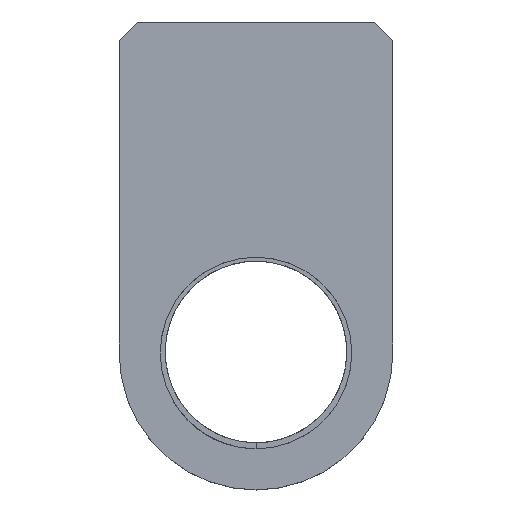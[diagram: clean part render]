
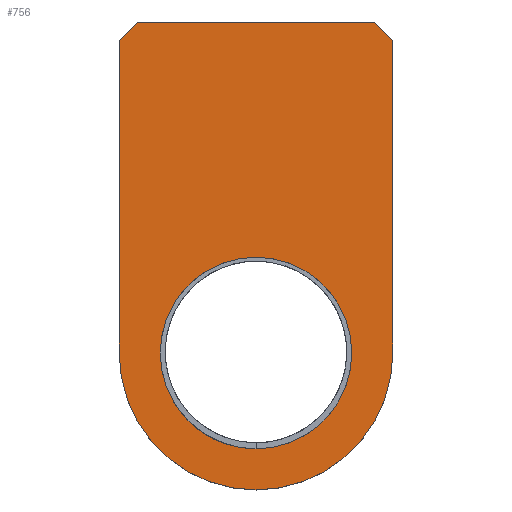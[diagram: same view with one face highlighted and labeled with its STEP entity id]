
A CAD part, top view. The second image highlights one B-rep face of the part: STEP entity #756.
In plain terms, the highlighted planar face has unit normal (0, 0, 1).
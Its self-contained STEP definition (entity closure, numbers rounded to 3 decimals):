
#23=FACE_BOUND('',#112,.T.);
#35=PLANE('',#824);
#66=FACE_OUTER_BOUND('',#111,.T.);
#111=EDGE_LOOP('',(#603,#604,#605,#606,#607,#608));
#112=EDGE_LOOP('',(#609,#610));
#128=CIRCLE('',#792,10.5);
#134=CIRCLE('',#822,15.);
#135=CIRCLE('',#825,10.5);
#206=LINE('',#1741,#270);
#215=LINE('',#1758,#279);
#217=LINE('',#1766,#281);
#224=LINE('',#1785,#288);
#225=LINE('',#1787,#289);
#270=VECTOR('',#914,10.);
#279=VECTOR('',#927,10.);
#281=VECTOR('',#935,10.);
#288=VECTOR('',#954,10.);
#289=VECTOR('',#957,10.);
#304=VERTEX_POINT('',#998);
#306=VERTEX_POINT('',#1230);
#353=VERTEX_POINT('',#1739);
#354=VERTEX_POINT('',#1740);
#360=VERTEX_POINT('',#1757);
#363=VERTEX_POINT('',#1765);
#368=VERTEX_POINT('',#1779);
#369=VERTEX_POINT('',#1780);
#378=EDGE_CURVE('',#306,#304,#128,.T.);
#438=EDGE_CURVE('',#353,#354,#206,.T.);
#447=EDGE_CURVE('',#360,#354,#215,.T.);
#451=EDGE_CURVE('',#360,#363,#217,.T.);
#458=EDGE_CURVE('',#368,#369,#134,.T.);
#461=EDGE_CURVE('',#353,#369,#224,.T.);
#462=EDGE_CURVE('',#368,#363,#225,.T.);
#463=EDGE_CURVE('',#304,#306,#135,.T.);
#603=ORIENTED_EDGE('',*,*,#438,.F.);
#604=ORIENTED_EDGE('',*,*,#461,.T.);
#605=ORIENTED_EDGE('',*,*,#458,.F.);
#606=ORIENTED_EDGE('',*,*,#462,.T.);
#607=ORIENTED_EDGE('',*,*,#451,.F.);
#608=ORIENTED_EDGE('',*,*,#447,.T.);
#609=ORIENTED_EDGE('',*,*,#378,.F.);
#610=ORIENTED_EDGE('',*,*,#463,.F.);
#756=ADVANCED_FACE('',(#66,#23),#35,.T.);
#792=AXIS2_PLACEMENT_3D('',#1232,#843,#844);
#822=AXIS2_PLACEMENT_3D('',#1781,#948,#949);
#824=AXIS2_PLACEMENT_3D('',#1786,#955,#956);
#825=AXIS2_PLACEMENT_3D('',#1788,#958,#959);
#843=DIRECTION('center_axis',(0.,0.,1.));
#844=DIRECTION('ref_axis',(1.,0.,0.));
#914=DIRECTION('',(0.707,0.707,0.));
#927=DIRECTION('',(-1.,0.,0.));
#935=DIRECTION('',(0.707,-0.707,0.));
#948=DIRECTION('center_axis',(0.,0.,-1.));
#949=DIRECTION('ref_axis',(0.707,-0.707,0.));
#954=DIRECTION('',(0.,-1.,0.));
#955=DIRECTION('center_axis',(0.,0.,1.));
#956=DIRECTION('ref_axis',(1.,0.,0.));
#957=DIRECTION('',(0.,1.,0.));
#958=DIRECTION('center_axis',(0.,0.,1.));
#959=DIRECTION('ref_axis',(1.,0.,0.));
#998=CARTESIAN_POINT('',(5.974,-46.03,6.));
#1230=CARTESIAN_POINT('',(16.474,-56.53,6.));
#1232=CARTESIAN_POINT('Origin',(16.474,-46.03,6.));
#1739=CARTESIAN_POINT('',(1.474,-11.755,6.));
#1740=CARTESIAN_POINT('',(3.474,-9.755,6.));
#1741=CARTESIAN_POINT('',(3.565,-9.664,6.));
#1757=CARTESIAN_POINT('',(29.474,-9.755,6.));
#1758=CARTESIAN_POINT('',(31.474,-9.755,6.));
#1765=CARTESIAN_POINT('',(31.474,-11.755,6.));
#1766=CARTESIAN_POINT('',(29.384,-9.664,6.));
#1779=CARTESIAN_POINT('',(31.474,-46.03,6.));
#1780=CARTESIAN_POINT('',(1.474,-46.03,6.));
#1781=CARTESIAN_POINT('Origin',(16.474,-46.03,6.));
#1785=CARTESIAN_POINT('',(1.474,-9.755,6.));
#1786=CARTESIAN_POINT('Origin',(16.474,-20.393,6.));
#1787=CARTESIAN_POINT('',(31.474,-61.03,6.));
#1788=CARTESIAN_POINT('Origin',(16.474,-46.03,6.));
